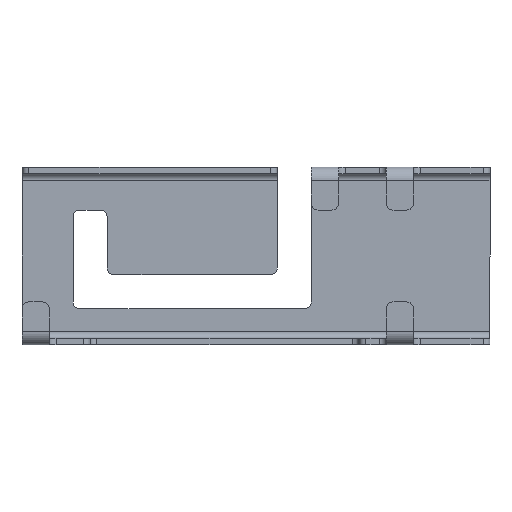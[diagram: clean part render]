
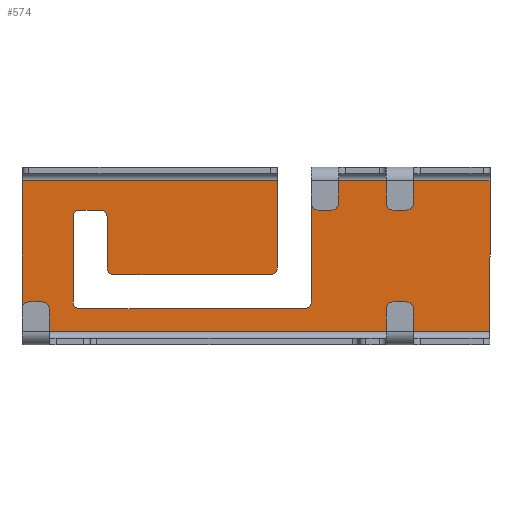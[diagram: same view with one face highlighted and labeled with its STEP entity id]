
A CAD part, front view. The second image highlights one B-rep face of the part: STEP entity #574.
In plain terms, the highlighted planar face has unit normal (0, -1, 0).
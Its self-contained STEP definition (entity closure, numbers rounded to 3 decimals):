
#3 = EDGE_CURVE ( 'NONE', #2846, #2919, #1180, .T. ) ;
#117 = EDGE_CURVE ( 'NONE', #2919, #2887, #1364, .T. ) ;
#118 = EDGE_CURVE ( 'NONE', #2852, #2884, #1363, .T. ) ;
#122 = EDGE_CURVE ( 'NONE', #2852, #2887, #1381, .T. ) ;
#141 = EDGE_CURVE ( 'NONE', #2868, #2855, #1406, .T. ) ;
#142 = EDGE_CURVE ( 'NONE', #2888, #2846, #1411, .T. ) ;
#144 = EDGE_CURVE ( 'NONE', #2890, #2849, #1416, .T. ) ;
#145 = EDGE_CURVE ( 'NONE', #2841, #2868, #1421, .T. ) ;
#150 = EDGE_CURVE ( 'NONE', #2849, #2854, #1431, .T. ) ;
#155 = EDGE_CURVE ( 'NONE', #2909, #2888, #1440, .T. ) ;
#156 = EDGE_CURVE ( 'NONE', #2854, #2873, #1439, .T. ) ;
#159 = EDGE_CURVE ( 'NONE', #2850, #2853, #1438, .T. ) ;
#160 = EDGE_CURVE ( 'NONE', #2856, #2841, #1447, .T. ) ;
#165 = EDGE_CURVE ( 'NONE', #2882, #2909, #1456, .T. ) ;
#166 = EDGE_CURVE ( 'NONE', #2853, #2882, #1460, .T. ) ;
#169 = EDGE_CURVE ( 'NONE', #2884, #2856, #1463, .T. ) ;
#174 = EDGE_CURVE ( 'NONE', #2855, #2890, #1473, .T. ) ;
#179 = EDGE_CURVE ( 'NONE', #2873, #2850, #1477, .T. ) ;
#316 = AXIS2_PLACEMENT_3D ( 'NONE', #1895, #1903, #1904 ) ;
#323 = AXIS2_PLACEMENT_3D ( 'NONE', #1880, #1881, #1882 ) ;
#325 = AXIS2_PLACEMENT_3D ( 'NONE', #1892, #1893, #1894 ) ;
#326 = AXIS2_PLACEMENT_3D ( 'NONE', #1950, #1959, #1960 ) ;
#327 = AXIS2_PLACEMENT_3D ( 'NONE', #1920, #1927, #1928 ) ;
#328 = AXIS2_PLACEMENT_3D ( 'NONE', #1943, #1946, #1947 ) ;
#458 = AXIS2_PLACEMENT_3D ( 'NONE', #2517, #2527, #2528 ) ;
#574 = ADVANCED_FACE ( 'NONE', ( #1774 ), #2522, .F. ) ;
#713 = EDGE_LOOP ( 'NONE', ( #1120, #1121, #1122, #1123, #1124, #1125, #1126, #1127, #1128, #1129, #1130, #1131, #1132, #1133, #1134, #1135, #1136, #1137 ) ) ;
#1120 = ORIENTED_EDGE ( 'NONE', *, *, #118, .F. ) ;
#1121 = ORIENTED_EDGE ( 'NONE', *, *, #122, .T. ) ;
#1122 = ORIENTED_EDGE ( 'NONE', *, *, #117, .F. ) ;
#1123 = ORIENTED_EDGE ( 'NONE', *, *, #3, .F. ) ;
#1124 = ORIENTED_EDGE ( 'NONE', *, *, #142, .F. ) ;
#1125 = ORIENTED_EDGE ( 'NONE', *, *, #155, .F. ) ;
#1126 = ORIENTED_EDGE ( 'NONE', *, *, #165, .F. ) ;
#1127 = ORIENTED_EDGE ( 'NONE', *, *, #166, .F. ) ;
#1128 = ORIENTED_EDGE ( 'NONE', *, *, #159, .F. ) ;
#1129 = ORIENTED_EDGE ( 'NONE', *, *, #179, .F. ) ;
#1130 = ORIENTED_EDGE ( 'NONE', *, *, #156, .F. ) ;
#1131 = ORIENTED_EDGE ( 'NONE', *, *, #150, .F. ) ;
#1132 = ORIENTED_EDGE ( 'NONE', *, *, #144, .F. ) ;
#1133 = ORIENTED_EDGE ( 'NONE', *, *, #174, .F. ) ;
#1134 = ORIENTED_EDGE ( 'NONE', *, *, #141, .F. ) ;
#1135 = ORIENTED_EDGE ( 'NONE', *, *, #145, .F. ) ;
#1136 = ORIENTED_EDGE ( 'NONE', *, *, #160, .F. ) ;
#1137 = ORIENTED_EDGE ( 'NONE', *, *, #169, .F. ) ;
#1180 = LINE ( 'NONE', #3021, #1181 ) ;
#1181 = VECTOR ( 'NONE', #3091, 1000. ) ;
#1363 = LINE ( 'NONE', #3159, #1373 ) ;
#1364 = LINE ( 'NONE', #3183, #1371 ) ;
#1371 = VECTOR ( 'NONE', #3148, 1000. ) ;
#1373 = VECTOR ( 'NONE', #3150, 1000. ) ;
#1381 = LINE ( 'NONE', #3151, #1382 ) ;
#1382 = VECTOR ( 'NONE', #3142, 1000. ) ;
#1406 = LINE ( 'NONE', #1872, #1409 ) ;
#1409 = VECTOR ( 'NONE', #1873, 1000. ) ;
#1411 = LINE ( 'NONE', #1867, #1413 ) ;
#1413 = VECTOR ( 'NONE', #1875, 1000. ) ;
#1416 = LINE ( 'NONE', #1878, #1417 ) ;
#1417 = VECTOR ( 'NONE', #1879, 1000. ) ;
#1421 = CIRCLE ( 'NONE', #323, 0.2 ) ;
#1428 = VECTOR ( 'NONE', #1906, 1000. ) ;
#1431 = CIRCLE ( 'NONE', #325, 0.2 ) ;
#1438 = LINE ( 'NONE', #1907, #1445 ) ;
#1439 = LINE ( 'NONE', #1889, #1428 ) ;
#1440 = CIRCLE ( 'NONE', #316, 0.2 ) ;
#1445 = VECTOR ( 'NONE', #1912, 1000. ) ;
#1447 = LINE ( 'NONE', #1913, #1448 ) ;
#1448 = VECTOR ( 'NONE', #1914, 1000. ) ;
#1456 = LINE ( 'NONE', #1924, #1457 ) ;
#1457 = VECTOR ( 'NONE', #1925, 1000. ) ;
#1460 = CIRCLE ( 'NONE', #327, 0.2 ) ;
#1463 = LINE ( 'NONE', #1934, #1464 ) ;
#1464 = VECTOR ( 'NONE', #1935, 1000. ) ;
#1473 = CIRCLE ( 'NONE', #328, 0.2 ) ;
#1477 = CIRCLE ( 'NONE', #326, 0.2 ) ;
#1774 = FACE_OUTER_BOUND ( 'NONE', #713, .T. ) ;
#1867 = CARTESIAN_POINT ( 'NONE',  ( 8.5, 1.164, 4.136 ) ) ;
#1872 = CARTESIAN_POINT ( 'NONE',  ( 2.7, 1.164, -2.964 ) ) ;
#1873 = DIRECTION ( 'NONE',  ( -1., 0., 0. ) ) ;
#1875 = DIRECTION ( 'NONE',  ( 0., 0., 1. ) ) ;
#1878 = CARTESIAN_POINT ( 'NONE',  ( 2.5, 1.164, -1.264 ) ) ;
#1879 = DIRECTION ( 'NONE',  ( 0., 0., 1. ) ) ;
#1880 = CARTESIAN_POINT ( 'NONE',  ( 7.3, 1.164, -2.764 ) ) ;
#1881 = DIRECTION ( 'NONE',  ( 0., 1., 0. ) ) ;
#1882 = DIRECTION ( 'NONE',  ( -1., 0., 0. ) ) ;
#1889 = CARTESIAN_POINT ( 'NONE',  ( 1.7, 1.164, -1.064 ) ) ;
#1892 = CARTESIAN_POINT ( 'NONE',  ( 2.3, 1.164, -1.264 ) ) ;
#1893 = DIRECTION ( 'NONE',  ( 0., -1., 0. ) ) ;
#1894 = DIRECTION ( 'NONE',  ( 1., 0., 0. ) ) ;
#1895 = CARTESIAN_POINT ( 'NONE',  ( 8.3, 1.164, -3.764 ) ) ;
#1903 = DIRECTION ( 'NONE',  ( 0., -1., 0. ) ) ;
#1904 = DIRECTION ( 'NONE',  ( 1., 0., 0. ) ) ;
#1906 = DIRECTION ( 'NONE',  ( -1., 0., 0. ) ) ;
#1907 = CARTESIAN_POINT ( 'NONE',  ( 1.5, 1.164, -3.764 ) ) ;
#1912 = DIRECTION ( 'NONE',  ( 0., 0., -1. ) ) ;
#1913 = CARTESIAN_POINT ( 'NONE',  ( 7.5, 1.164, -2.764 ) ) ;
#1914 = DIRECTION ( 'NONE',  ( 0., 0., -1. ) ) ;
#1920 = CARTESIAN_POINT ( 'NONE',  ( 1.7, 1.164, -3.764 ) ) ;
#1924 = CARTESIAN_POINT ( 'NONE',  ( 8.3, 1.164, -3.964 ) ) ;
#1925 = DIRECTION ( 'NONE',  ( 1., 0., 0. ) ) ;
#1927 = DIRECTION ( 'NONE',  ( 0., -1., 0. ) ) ;
#1928 = DIRECTION ( 'NONE',  ( 1., 0., 0. ) ) ;
#1934 = CARTESIAN_POINT ( 'NONE',  ( 1.7, 1.164, -0.2 ) ) ;
#1935 = DIRECTION ( 'NONE',  ( 1., 0., 0. ) ) ;
#1943 = CARTESIAN_POINT ( 'NONE',  ( 2.7, 1.164, -2.764 ) ) ;
#1946 = DIRECTION ( 'NONE',  ( 0., 1., 0. ) ) ;
#1947 = DIRECTION ( 'NONE',  ( 1., 0., 0. ) ) ;
#1950 = CARTESIAN_POINT ( 'NONE',  ( 1.7, 1.164, -1.264 ) ) ;
#1959 = DIRECTION ( 'NONE',  ( 0., -1., 0. ) ) ;
#1960 = DIRECTION ( 'NONE',  ( 1., 0., 0. ) ) ;
#2517 = CARTESIAN_POINT ( 'NONE',  ( 1.7, 1.164, -1.264 ) ) ;
#2522 = PLANE ( 'NONE',  #458 ) ;
#2527 = DIRECTION ( 'NONE',  ( 0., 1., 0. ) ) ;
#2528 = DIRECTION ( 'NONE',  ( 1., 0., 0. ) ) ;
#2616 = CARTESIAN_POINT ( 'NONE',  ( 2.5, 1.164, -1.264 ) ) ;
#2619 = CARTESIAN_POINT ( 'NONE',  ( 8.5, 1.164, -0.2 ) ) ;
#2620 = CARTESIAN_POINT ( 'NONE',  ( 0., 1.164, -4.629 ) ) ;
#2621 = CARTESIAN_POINT ( 'NONE',  ( 7.5, 1.164, -2.764 ) ) ;
#2626 = CARTESIAN_POINT ( 'NONE',  ( 1.5, 1.164, -1.264 ) ) ;
#2627 = CARTESIAN_POINT ( 'NONE',  ( 1.5, 1.164, -3.764 ) ) ;
#2628 = CARTESIAN_POINT ( 'NONE',  ( 2.3, 1.164, -1.064 ) ) ;
#2629 = CARTESIAN_POINT ( 'NONE',  ( 2.7, 1.164, -2.964 ) ) ;
#2630 = CARTESIAN_POINT ( 'NONE',  ( 7.5, 1.164, -0.2 ) ) ;
#2641 = CARTESIAN_POINT ( 'NONE',  ( 7.3, 1.164, -2.964 ) ) ;
#2646 = CARTESIAN_POINT ( 'NONE',  ( 1.7, 1.164, -1.064 ) ) ;
#2655 = CARTESIAN_POINT ( 'NONE',  ( 1.7, 1.164, -3.964 ) ) ;
#2657 = CARTESIAN_POINT ( 'NONE',  ( 0., 1.164, -0.2 ) ) ;
#2658 = CARTESIAN_POINT ( 'NONE',  ( 13.75, 1.164, -4.629 ) ) ;
#2659 = CARTESIAN_POINT ( 'NONE',  ( 8.5, 1.164, -3.764 ) ) ;
#2661 = CARTESIAN_POINT ( 'NONE',  ( 2.5, 1.164, -2.764 ) ) ;
#2669 = CARTESIAN_POINT ( 'NONE',  ( 8.3, 1.164, -3.964 ) ) ;
#2671 = CARTESIAN_POINT ( 'NONE',  ( 13.75, 1.164, -0.2 ) ) ;
#2841 = VERTEX_POINT ( 'NONE', #2621 ) ;
#2846 = VERTEX_POINT ( 'NONE', #2619 ) ;
#2849 = VERTEX_POINT ( 'NONE', #2616 ) ;
#2850 = VERTEX_POINT ( 'NONE', #2626 ) ;
#2852 = VERTEX_POINT ( 'NONE', #2620 ) ;
#2853 = VERTEX_POINT ( 'NONE', #2627 ) ;
#2854 = VERTEX_POINT ( 'NONE', #2628 ) ;
#2855 = VERTEX_POINT ( 'NONE', #2629 ) ;
#2856 = VERTEX_POINT ( 'NONE', #2630 ) ;
#2868 = VERTEX_POINT ( 'NONE', #2641 ) ;
#2873 = VERTEX_POINT ( 'NONE', #2646 ) ;
#2882 = VERTEX_POINT ( 'NONE', #2655 ) ;
#2884 = VERTEX_POINT ( 'NONE', #2657 ) ;
#2887 = VERTEX_POINT ( 'NONE', #2658 ) ;
#2888 = VERTEX_POINT ( 'NONE', #2659 ) ;
#2890 = VERTEX_POINT ( 'NONE', #2661 ) ;
#2909 = VERTEX_POINT ( 'NONE', #2669 ) ;
#2919 = VERTEX_POINT ( 'NONE', #2671 ) ;
#3021 = CARTESIAN_POINT ( 'NONE',  ( 1.7, 1.164, -0.2 ) ) ;
#3091 = DIRECTION ( 'NONE',  ( 1., 0., 0. ) ) ;
#3142 = DIRECTION ( 'NONE',  ( 1., 0., 0. ) ) ;
#3148 = DIRECTION ( 'NONE',  ( 0., 0., -1. ) ) ;
#3150 = DIRECTION ( 'NONE',  ( 0., 0., 1. ) ) ;
#3151 = CARTESIAN_POINT ( 'NONE',  ( 1.7, 1.164, -4.629 ) ) ;
#3159 = CARTESIAN_POINT ( 'NONE',  ( 0., 1.164, 1.036 ) ) ;
#3183 = CARTESIAN_POINT ( 'NONE',  ( 13.75, 1.164, -6.764 ) ) ;
